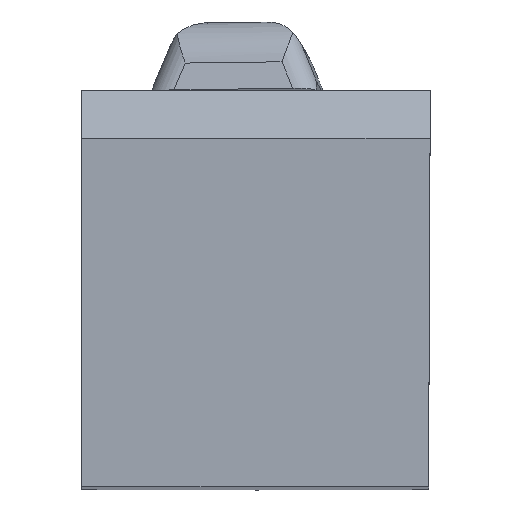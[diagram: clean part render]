
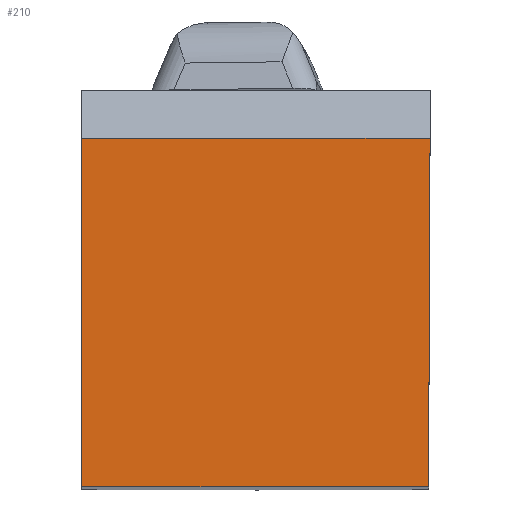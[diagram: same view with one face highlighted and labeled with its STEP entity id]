
A CAD part, top view. The second image highlights one B-rep face of the part: STEP entity #210.
In plain terms, the highlighted planar face has unit normal (0, 0, 1).
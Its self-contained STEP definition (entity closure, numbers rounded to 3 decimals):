
#147=FACE_OUTER_BOUND('',#593,.T.);
#210=ADVANCED_FACE('BLANK_BOXF006',(#147),#267,.F.);
#267=PLANE('',#1411);
#351=LINE('',#2043,#481);
#355=LINE('',#2050,#485);
#369=LINE('',#2075,#499);
#370=LINE('',#2077,#500);
#481=VECTOR('',#1616,1.);
#485=VECTOR('',#1622,1.);
#499=VECTOR('',#1642,1.);
#500=VECTOR('',#1645,1.);
#593=EDGE_LOOP('',(#771,#772,#773,#774));
#771=ORIENTED_EDGE('',*,*,#1177,.F.);
#772=ORIENTED_EDGE('',*,*,#1173,.F.);
#773=ORIENTED_EDGE('',*,*,#1191,.F.);
#774=ORIENTED_EDGE('',*,*,#1192,.F.);
#1042=VERTEX_POINT('',#2042);
#1043=VERTEX_POINT('',#2044);
#1045=VERTEX_POINT('',#2051);
#1052=VERTEX_POINT('',#2074);
#1173=EDGE_CURVE('',#1042,#1043,#351,.T.);
#1177=EDGE_CURVE('',#1043,#1045,#355,.T.);
#1191=EDGE_CURVE('',#1052,#1042,#369,.T.);
#1192=EDGE_CURVE('',#1045,#1052,#370,.T.);
#1411=AXIS2_PLACEMENT_3D('',#2078,#1646,#1647);
#1616=DIRECTION('',(-1.,0.,0.));
#1622=DIRECTION('',(0.,1.,0.));
#1642=DIRECTION('',(-0.004,-1.,0.));
#1645=DIRECTION('',(1.,0.,0.));
#1646=DIRECTION('',(0.,0.,-1.));
#1647=DIRECTION('',(-1.,0.,0.));
#2042=CARTESIAN_POINT('',(-0.139,0.,0.));
#2043=CARTESIAN_POINT('',(183.35,0.,0.));
#2044=CARTESIAN_POINT('',(-31.85,0.,0.));
#2050=CARTESIAN_POINT('',(-31.85,-183.35,0.));
#2051=CARTESIAN_POINT('',(-31.85,31.85,0.));
#2074=CARTESIAN_POINT('',(0.,31.85,0.));
#2075=CARTESIAN_POINT('',(0.661,183.348,0.));
#2077=CARTESIAN_POINT('',(-183.35,31.85,0.));
#2078=CARTESIAN_POINT('',(-36.85,-5.,0.));
